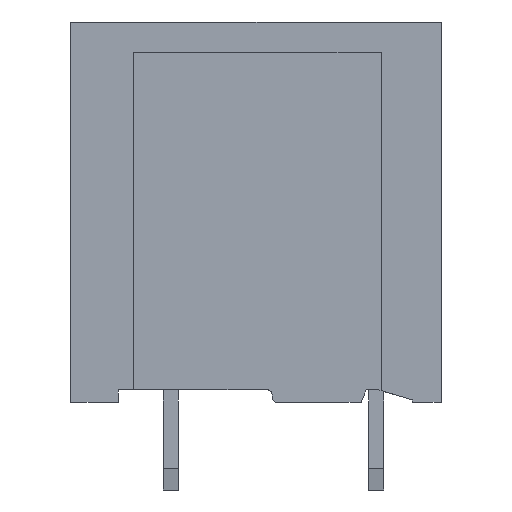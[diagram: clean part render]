
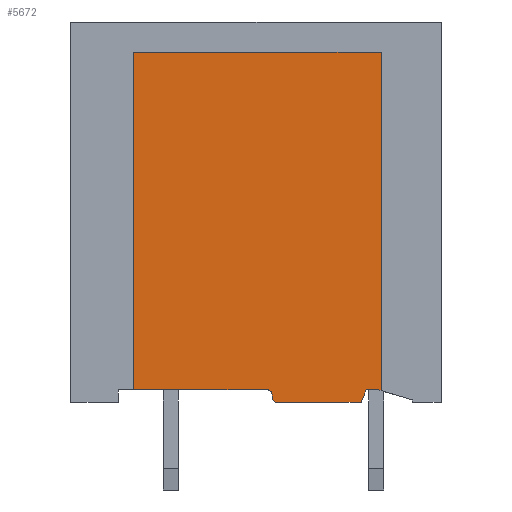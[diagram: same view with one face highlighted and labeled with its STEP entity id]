
A CAD part, left-side view. The second image highlights one B-rep face of the part: STEP entity #5672.
In plain terms, the highlighted planar face has unit normal (-1, 0, 0).
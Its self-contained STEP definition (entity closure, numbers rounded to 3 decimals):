
#5522=AXIS2_PLACEMENT_3D('Circle Axis2P3D',#5520,#5521,$) ;
#5563=AXIS2_PLACEMENT_3D('Circle Axis2P3D',#5561,#5562,$) ;
#5652=AXIS2_PLACEMENT_3D('Plane Axis2P3D',#5649,#5650,#5651) ;
#5417=CARTESIAN_POINT('Vertex',(1.1,2.5,4.)) ;
#5424=CARTESIAN_POINT('Vertex',(1.1,2.4,3.97)) ;
#5427=CARTESIAN_POINT('Line Origine',(1.1,2.45,3.985)) ;
#5450=CARTESIAN_POINT('Vertex',(1.1,3.,4.)) ;
#5453=CARTESIAN_POINT('Line Origine',(1.1,2.75,4.)) ;
#5474=CARTESIAN_POINT('Vertex',(1.1,3.2,3.5)) ;
#5477=CARTESIAN_POINT('Line Origine',(1.1,3.1,3.75)) ;
#5493=CARTESIAN_POINT('Vertex',(1.1,6.55,3.5)) ;
#5496=CARTESIAN_POINT('Line Origine',(1.1,4.875,3.5)) ;
#5517=CARTESIAN_POINT('Vertex',(1.1,6.75,3.7)) ;
#5520=CARTESIAN_POINT('Axis2P3D Location',(1.1,6.55,3.7)) ;
#5541=CARTESIAN_POINT('Vertex',(1.1,6.75,3.8)) ;
#5544=CARTESIAN_POINT('Line Origine',(1.1,6.75,3.75)) ;
#5561=CARTESIAN_POINT('Axis2P3D Location',(1.1,6.95,3.8)) ;
#5565=CARTESIAN_POINT('Vertex',(1.1,6.95,4.)) ;
#5580=CARTESIAN_POINT('Line Origine',(1.1,9.625,4.)) ;
#5584=CARTESIAN_POINT('Vertex',(1.1,12.3,4.)) ;
#5610=CARTESIAN_POINT('Vertex',(1.1,12.3,17.5)) ;
#5613=CARTESIAN_POINT('Line Origine',(1.1,7.35,17.5)) ;
#5617=CARTESIAN_POINT('Vertex',(1.1,2.4,17.5)) ;
#5637=CARTESIAN_POINT('Line Origine',(1.1,12.3,10.75)) ;
#5649=CARTESIAN_POINT('Axis2P3D Location',(1.1,2.4,0.)) ;
#5654=CARTESIAN_POINT('Line Origine',(1.1,2.4,10.735)) ;
#5428=DIRECTION('Vector Direction',(0.,-0.959,-0.284)) ;
#5454=DIRECTION('Vector Direction',(0.,1.,0.)) ;
#5478=DIRECTION('Vector Direction',(0.,-0.371,0.928)) ;
#5497=DIRECTION('Vector Direction',(0.,1.,0.)) ;
#5521=DIRECTION('Axis2P3D Direction',(-1.,0.,0.)) ;
#5545=DIRECTION('Vector Direction',(0.,0.,1.)) ;
#5562=DIRECTION('Axis2P3D Direction',(-1.,0.,0.)) ;
#5581=DIRECTION('Vector Direction',(0.,1.,0.)) ;
#5614=DIRECTION('Vector Direction',(0.,1.,0.)) ;
#5638=DIRECTION('Vector Direction',(0.,0.,1.)) ;
#5650=DIRECTION('Axis2P3D Direction',(1.,0.,0.)) ;
#5651=DIRECTION('Axis2P3D XDirection',(0.,1.,0.)) ;
#5655=DIRECTION('Vector Direction',(0.,0.,1.)) ;
#5429=VECTOR('Line Direction',#5428,1.) ;
#5455=VECTOR('Line Direction',#5454,1.) ;
#5479=VECTOR('Line Direction',#5478,1.) ;
#5498=VECTOR('Line Direction',#5497,1.) ;
#5546=VECTOR('Line Direction',#5545,1.) ;
#5582=VECTOR('Line Direction',#5581,1.) ;
#5615=VECTOR('Line Direction',#5614,1.) ;
#5639=VECTOR('Line Direction',#5638,1.) ;
#5656=VECTOR('Line Direction',#5655,1.) ;
#5660=ORIENTED_EDGE('',*,*,#5481,.T.) ;
#5661=ORIENTED_EDGE('',*,*,#5457,.F.) ;
#5662=ORIENTED_EDGE('',*,*,#5431,.T.) ;
#5663=ORIENTED_EDGE('',*,*,#5658,.T.) ;
#5664=ORIENTED_EDGE('',*,*,#5619,.F.) ;
#5665=ORIENTED_EDGE('',*,*,#5641,.F.) ;
#5666=ORIENTED_EDGE('',*,*,#5586,.F.) ;
#5667=ORIENTED_EDGE('',*,*,#5567,.T.) ;
#5668=ORIENTED_EDGE('',*,*,#5548,.F.) ;
#5669=ORIENTED_EDGE('',*,*,#5524,.F.) ;
#5670=ORIENTED_EDGE('',*,*,#5500,.T.) ;
#5672=ADVANCED_FACE('_LMFS 5.00/08/180  3.5SN OR BX 1330510000',(#5671),#5653,.F.) ;
#5523=CIRCLE('generated circle',#5522,0.2) ;
#5564=CIRCLE('generated circle',#5563,0.2) ;
#5431=EDGE_CURVE('',#5418,#5425,#5430,.T.) ;
#5457=EDGE_CURVE('',#5418,#5451,#5456,.T.) ;
#5481=EDGE_CURVE('',#5475,#5451,#5480,.T.) ;
#5500=EDGE_CURVE('',#5494,#5475,#5499,.F.) ;
#5524=EDGE_CURVE('',#5494,#5518,#5523,.F.) ;
#5548=EDGE_CURVE('',#5518,#5542,#5547,.T.) ;
#5567=EDGE_CURVE('',#5566,#5542,#5564,.F.) ;
#5586=EDGE_CURVE('',#5566,#5585,#5583,.T.) ;
#5619=EDGE_CURVE('',#5611,#5618,#5616,.F.) ;
#5641=EDGE_CURVE('',#5585,#5611,#5640,.T.) ;
#5658=EDGE_CURVE('',#5425,#5618,#5657,.T.) ;
#5659=EDGE_LOOP('',(#5660,#5661,#5662,#5663,#5664,#5665,#5666,#5667,#5668,#5669,#5670)) ;
#5671=FACE_OUTER_BOUND('',#5659,.T.) ;
#5430=LINE('Line',#5427,#5429) ;
#5456=LINE('Line',#5453,#5455) ;
#5480=LINE('Line',#5477,#5479) ;
#5499=LINE('Line',#5496,#5498) ;
#5547=LINE('Line',#5544,#5546) ;
#5583=LINE('Line',#5580,#5582) ;
#5616=LINE('Line',#5613,#5615) ;
#5640=LINE('Line',#5637,#5639) ;
#5657=LINE('Line',#5654,#5656) ;
#5653=PLANE('',#5652) ;
#5418=VERTEX_POINT('',#5417) ;
#5425=VERTEX_POINT('',#5424) ;
#5451=VERTEX_POINT('',#5450) ;
#5475=VERTEX_POINT('',#5474) ;
#5494=VERTEX_POINT('',#5493) ;
#5518=VERTEX_POINT('',#5517) ;
#5542=VERTEX_POINT('',#5541) ;
#5566=VERTEX_POINT('',#5565) ;
#5585=VERTEX_POINT('',#5584) ;
#5611=VERTEX_POINT('',#5610) ;
#5618=VERTEX_POINT('',#5617) ;
